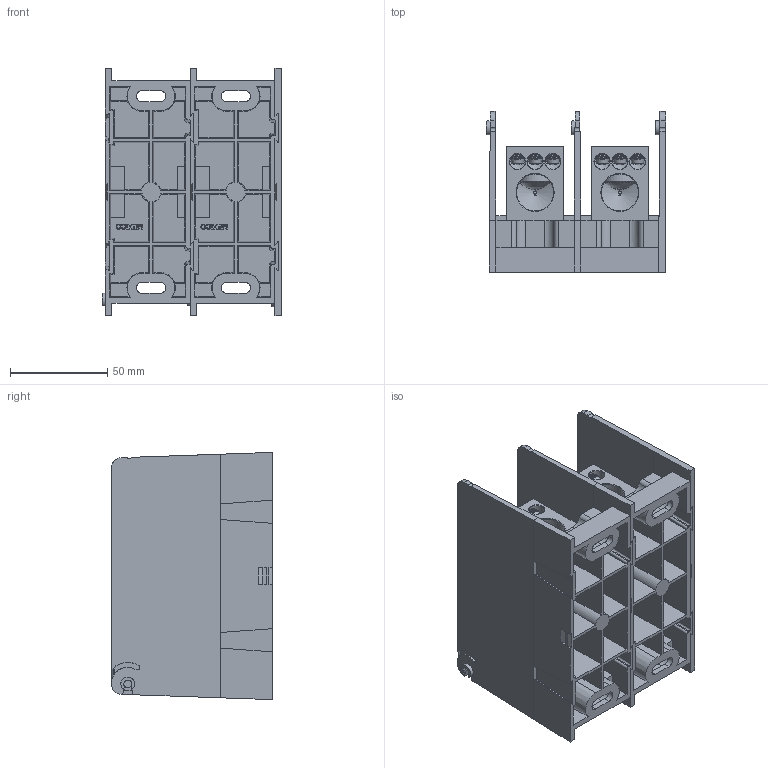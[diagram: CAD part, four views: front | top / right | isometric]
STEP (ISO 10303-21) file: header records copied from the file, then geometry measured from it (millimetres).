
FILE_DESCRIPTION (( 'STEP AP214' ), '1' );
FILE_NAME ('701928rev-2P.STEP', '2019-12-16T13:58:13', ( '' ), ( '' ), 'SwSTEP 2.0', 'SolidWorks 2017', '' );
FILE_SCHEMA (( 'AUTOMOTIVE_DESIGN' ));
Length unit declared in the file: inch
Products named in the file (2): 701928rev-2P
Bounding box: 92.16 x 82.55 x 127.01 mm (x, y, z)
Volume: 295691.2 mm3; surface area: 176014.6 mm2
Topology: 17 solids, 17 shells, 1135 faces, 3038 edges, 1980 vertices
Faces by surface type: plane 541, cylinder 274, cone 254, bspline 48, sphere 10, torus 8
Full cylindrical faces by diameter (mm): 4.064 x1, 4.928 x2, 6.909 x8, 7.009 x24, 7.112 x1, 7.925 x24, 10.795 x2, 12.7 x2, 15.875 x2, 17.475 x2, 19.05 x4, 22.225 x2
Entity records: 59574 total; most frequent: CARTESIAN_POINT 19209, ORIENTED_EDGE 5332, DIRECTION 4726, EDGE_CURVE 2666, VERTEX_POINT 1840, AXIS2_PLACEMENT_3D 1583, VECTOR 1560, LINE 1560
